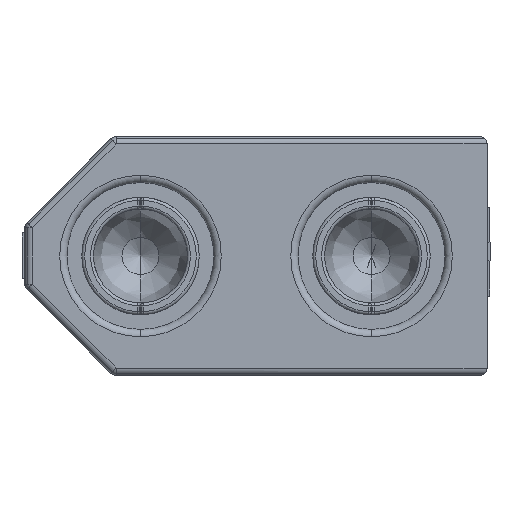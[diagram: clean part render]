
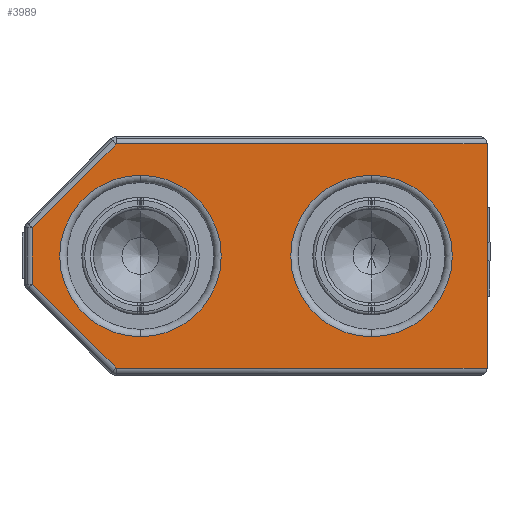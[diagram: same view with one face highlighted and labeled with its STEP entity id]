
A CAD part, front view. The second image highlights one B-rep face of the part: STEP entity #3989.
In plain terms, the highlighted planar face has unit normal (0, -1, 0).
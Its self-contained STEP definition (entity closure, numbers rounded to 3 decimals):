
#72 = VERTEX_POINT ( 'NONE', #13774 ) ;
#105 = VERTEX_POINT ( 'NONE', #5126 ) ;
#191 = CARTESIAN_POINT ( 'NONE',  ( 3.938, -6.878, 0.005 ) ) ;
#443 = ORIENTED_EDGE ( 'NONE', *, *, #15100, .F. ) ;
#964 = VECTOR ( 'NONE', #2959, 1000. ) ;
#1135 = CIRCLE ( 'NONE', #4413, 2.75 ) ;
#1270 = VERTEX_POINT ( 'NONE', #6786 ) ;
#1591 = ORIENTED_EDGE ( 'NONE', *, *, #11184, .F. ) ;
#1960 = CARTESIAN_POINT ( 'NONE',  ( -7.613, -6.878, 0.965 ) ) ;
#2277 = CARTESIAN_POINT ( 'NONE',  ( -7.613, -6.878, -0.956 ) ) ;
#2395 = CIRCLE ( 'NONE', #18545, 2.75 ) ;
#2444 = ORIENTED_EDGE ( 'NONE', *, *, #12202, .F. ) ;
#2511 = EDGE_LOOP ( 'NONE', ( #12815, #7894 ) ) ;
#2959 = DIRECTION ( 'NONE',  ( 0., 0., 1. ) ) ;
#3120 = DIRECTION ( 'NONE',  ( -1., 0., 0. ) ) ;
#3155 = VERTEX_POINT ( 'NONE', #18657 ) ;
#3284 = EDGE_CURVE ( 'NONE', #5369, #3155, #17603, .T. ) ;
#3634 = VERTEX_POINT ( 'NONE', #12067 ) ;
#3782 = DIRECTION ( 'NONE',  ( 0.707, 0., 0.707 ) ) ;
#3878 = FACE_BOUND ( 'NONE', #18992, .T. ) ;
#3989 = ADVANCED_FACE ( 'NONE', ( #17901, #11717, #3878 ), #19676, .T. ) ;
#4130 = DIRECTION ( 'NONE',  ( -0.707, 0., 0.707 ) ) ;
#4413 = AXIS2_PLACEMENT_3D ( 'NONE', #191, #6459, #4923 ) ;
#4434 = EDGE_CURVE ( 'NONE', #1270, #8871, #16481, .T. ) ;
#4451 = LINE ( 'NONE', #4656, #8658 ) ;
#4656 = CARTESIAN_POINT ( 'NONE',  ( 7.872, -6.878, -3.809 ) ) ;
#4774 = CARTESIAN_POINT ( 'NONE',  ( 7.872, -6.878, -3.809 ) ) ;
#4923 = DIRECTION ( 'NONE',  ( 0., 0., 1. ) ) ;
#5126 = CARTESIAN_POINT ( 'NONE',  ( 7.872, -6.878, -3.809 ) ) ;
#5195 = ORIENTED_EDGE ( 'NONE', *, *, #3284, .F. ) ;
#5276 = CIRCLE ( 'NONE', #7903, 2.75 ) ;
#5369 = VERTEX_POINT ( 'NONE', #1960 ) ;
#6315 = AXIS2_PLACEMENT_3D ( 'NONE', #15758, #11026, #9363 ) ;
#6459 = DIRECTION ( 'NONE',  ( 0., -1., 0. ) ) ;
#6557 = EDGE_CURVE ( 'NONE', #72, #3634, #13915, .T. ) ;
#6760 = CARTESIAN_POINT ( 'NONE',  ( -7.613, -6.878, 0.965 ) ) ;
#6786 = CARTESIAN_POINT ( 'NONE',  ( -4.76, -6.878, -3.809 ) ) ;
#7096 = EDGE_LOOP ( 'NONE', ( #443, #5195, #2444, #17628, #16683, #18589 ) ) ;
#7894 = ORIENTED_EDGE ( 'NONE', *, *, #14342, .F. ) ;
#7903 = AXIS2_PLACEMENT_3D ( 'NONE', #8021, #13255, #11802 ) ;
#8004 = CARTESIAN_POINT ( 'NONE',  ( 3.938, -6.878, 2.755 ) ) ;
#8021 = CARTESIAN_POINT ( 'NONE',  ( 3.938, -6.878, 0.005 ) ) ;
#8135 = LINE ( 'NONE', #4774, #15885 ) ;
#8418 = DIRECTION ( 'NONE',  ( 0., -1., 0. ) ) ;
#8658 = VECTOR ( 'NONE', #16929, 1000. ) ;
#8871 = VERTEX_POINT ( 'NONE', #2277 ) ;
#9039 = EDGE_CURVE ( 'NONE', #105, #1270, #8135, .T. ) ;
#9363 = DIRECTION ( 'NONE',  ( 0., 0., 1. ) ) ;
#10003 = DIRECTION ( 'NONE',  ( 0., -1., 0. ) ) ;
#10092 = CARTESIAN_POINT ( 'NONE',  ( -3.929, -6.878, 0.005 ) ) ;
#10802 = LINE ( 'NONE', #14321, #964 ) ;
#11026 = DIRECTION ( 'NONE',  ( 0., -1., 0. ) ) ;
#11087 = CARTESIAN_POINT ( 'NONE',  ( -4.76, -6.878, 3.819 ) ) ;
#11184 = EDGE_CURVE ( 'NONE', #17764, #16379, #1135, .T. ) ;
#11663 = AXIS2_PLACEMENT_3D ( 'NONE', #16445, #8418, #16353 ) ;
#11717 = FACE_BOUND ( 'NONE', #2511, .T. ) ;
#11802 = DIRECTION ( 'NONE',  ( 0., 0., 1. ) ) ;
#11831 = VECTOR ( 'NONE', #4130, 1000. ) ;
#12067 = CARTESIAN_POINT ( 'NONE',  ( -3.929, -6.878, -2.745 ) ) ;
#12202 = EDGE_CURVE ( 'NONE', #8871, #5369, #10802, .T. ) ;
#12262 = VECTOR ( 'NONE', #13022, 1000. ) ;
#12815 = ORIENTED_EDGE ( 'NONE', *, *, #6557, .F. ) ;
#12886 = DIRECTION ( 'NONE',  ( 0., 0., 1. ) ) ;
#12950 = EDGE_CURVE ( 'NONE', #16379, #17764, #5276, .T. ) ;
#13022 = DIRECTION ( 'NONE',  ( 1., 0., 0. ) ) ;
#13255 = DIRECTION ( 'NONE',  ( 0., -1., 0. ) ) ;
#13774 = CARTESIAN_POINT ( 'NONE',  ( -3.929, -6.878, 2.755 ) ) ;
#13915 = CIRCLE ( 'NONE', #6315, 2.75 ) ;
#13934 = VECTOR ( 'NONE', #3782, 1000. ) ;
#14292 = LINE ( 'NONE', #11087, #12262 ) ;
#14321 = CARTESIAN_POINT ( 'NONE',  ( -7.613, -6.878, -0.956 ) ) ;
#14342 = EDGE_CURVE ( 'NONE', #3634, #72, #2395, .T. ) ;
#15100 = EDGE_CURVE ( 'NONE', #3155, #18152, #14292, .T. ) ;
#15758 = CARTESIAN_POINT ( 'NONE',  ( -3.929, -6.878, 0.005 ) ) ;
#15885 = VECTOR ( 'NONE', #3120, 1000. ) ;
#16353 = DIRECTION ( 'NONE',  ( 0., 0., 1. ) ) ;
#16379 = VERTEX_POINT ( 'NONE', #17629 ) ;
#16445 = CARTESIAN_POINT ( 'NONE',  ( 0.004, -6.878, 0.005 ) ) ;
#16481 = LINE ( 'NONE', #16684, #11831 ) ;
#16658 = ORIENTED_EDGE ( 'NONE', *, *, #12950, .F. ) ;
#16683 = ORIENTED_EDGE ( 'NONE', *, *, #9039, .F. ) ;
#16684 = CARTESIAN_POINT ( 'NONE',  ( -4.76, -6.878, -3.809 ) ) ;
#16929 = DIRECTION ( 'NONE',  ( 0., 0., 1. ) ) ;
#17603 = LINE ( 'NONE', #6760, #13934 ) ;
#17628 = ORIENTED_EDGE ( 'NONE', *, *, #4434, .F. ) ;
#17629 = CARTESIAN_POINT ( 'NONE',  ( 3.938, -6.878, -2.745 ) ) ;
#17764 = VERTEX_POINT ( 'NONE', #8004 ) ;
#17901 = FACE_OUTER_BOUND ( 'NONE', #7096, .T. ) ;
#18077 = EDGE_CURVE ( 'NONE', #105, #18152, #4451, .T. ) ;
#18152 = VERTEX_POINT ( 'NONE', #20259 ) ;
#18545 = AXIS2_PLACEMENT_3D ( 'NONE', #10092, #10003, #12886 ) ;
#18589 = ORIENTED_EDGE ( 'NONE', *, *, #18077, .T. ) ;
#18657 = CARTESIAN_POINT ( 'NONE',  ( -4.76, -6.878, 3.819 ) ) ;
#18992 = EDGE_LOOP ( 'NONE', ( #1591, #16658 ) ) ;
#19676 = PLANE ( 'NONE',  #11663 ) ;
#20259 = CARTESIAN_POINT ( 'NONE',  ( 7.872, -6.878, 3.819 ) ) ;
